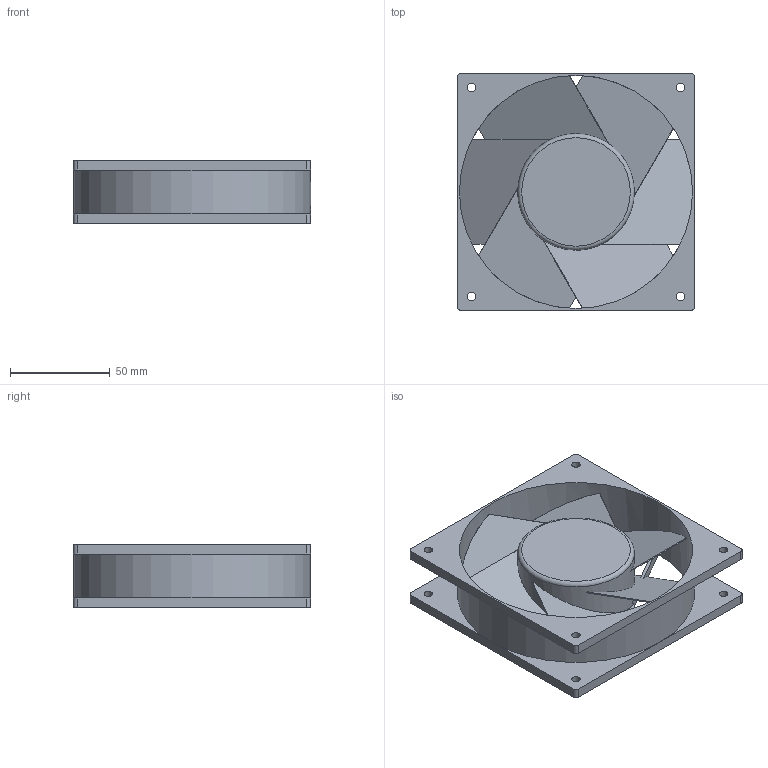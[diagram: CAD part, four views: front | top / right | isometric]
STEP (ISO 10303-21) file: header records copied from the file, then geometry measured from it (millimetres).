
FILE_DESCRIPTION(/* description */ (''),/* implementation_level */ '2;1');
FILE_NAME(/* name */ 'Ventilador.stp',/* time_stamp */ '2023-04-08T12:31:13+02:00',/* author */ (''),/* organization */ (''),/* preprocessor_version */ 'ST-DEVELOPER v16.7',/* originating_system */ 'SIEMENS PLM Software NX 12.0',/* authorisation */ '');
FILE_SCHEMA (('AUTOMOTIVE_DESIGN { 1 0 10303 214 3 1 1 1 }'));
Length unit declared in the file: millimetre
Products named in the file (1): Ventilador
Bounding box: 119 x 119 x 32 mm (x, y, z)
Volume: 133465.9 mm3; surface area: 72335.9 mm2
Topology: 1 solids, 1 shells, 84 faces, 278 edges, 183 vertices
Faces by surface type: plane 63, cylinder 20, torus 1
Full cylindrical faces by diameter (mm): 4.3 x8, 58.5 x1, 117 x1, 119 x1
Entity records: 3808 total; most frequent: CARTESIAN_POINT 1473, ORIENTED_EDGE 516, DIRECTION 422, EDGE_CURVE 258, VERTEX_POINT 179, AXIS2_PLACEMENT_3D 141, LINE 140, VECTOR 140
